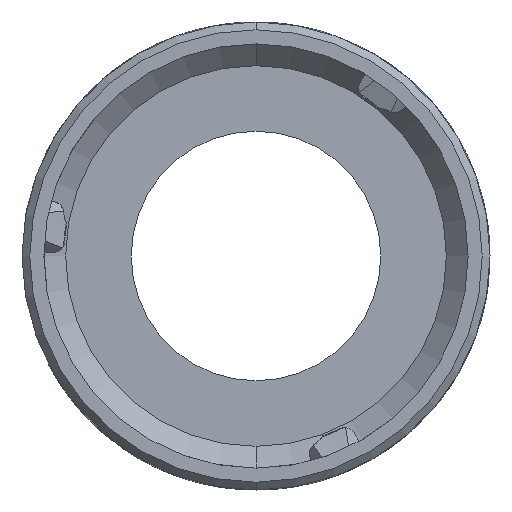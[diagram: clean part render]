
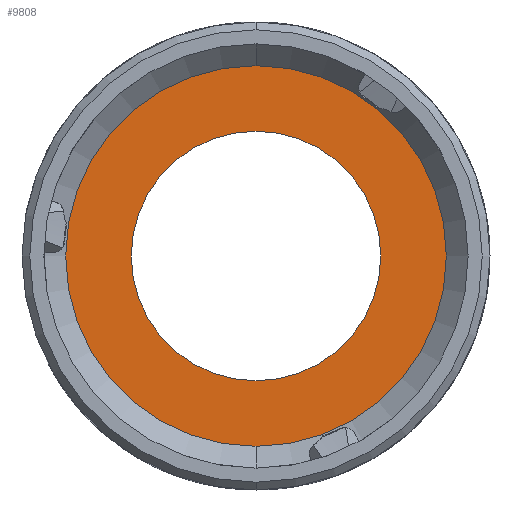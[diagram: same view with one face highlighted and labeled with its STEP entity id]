
A CAD part, front view. The second image highlights one B-rep face of the part: STEP entity #9808.
In plain terms, the highlighted planar face has unit normal (0, -1, 0).
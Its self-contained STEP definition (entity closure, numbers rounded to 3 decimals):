
#610 = DIRECTION ( 'NONE',  ( 0., -1., 0. ) ) ;
#1703 = CARTESIAN_POINT ( 'NONE',  ( 0., 56.5, 0. ) ) ;
#2900 = EDGE_CURVE ( 'NONE', #12570, #6047, #6374, .T. ) ;
#3697 = EDGE_LOOP ( 'NONE', ( #13611, #8204 ) ) ;
#4239 = CARTESIAN_POINT ( 'NONE',  ( 0., 56.5, -8. ) ) ;
#4366 = AXIS2_PLACEMENT_3D ( 'NONE', #23952, #21939, #12435 ) ;
#5336 = CIRCLE ( 'NONE', #6238, 8. ) ;
#5393 = CARTESIAN_POINT ( 'NONE',  ( 0., 56.5, 13.6 ) ) ;
#5662 = FACE_BOUND ( 'NONE', #3697, .T. ) ;
#5833 = CIRCLE ( 'NONE', #10795, 13.6 ) ;
#5902 = DIRECTION ( 'NONE',  ( 0., 0., 1. ) ) ;
#6047 = VERTEX_POINT ( 'NONE', #4239 ) ;
#6238 = AXIS2_PLACEMENT_3D ( 'NONE', #12115, #610, #21546 ) ;
#6374 = CIRCLE ( 'NONE', #23409, 8. ) ;
#8128 = AXIS2_PLACEMENT_3D ( 'NONE', #1703, #11361, #5902 ) ;
#8130 = ORIENTED_EDGE ( 'NONE', *, *, #22061, .F. ) ;
#8204 = ORIENTED_EDGE ( 'NONE', *, *, #2900, .F. ) ;
#8464 = DIRECTION ( 'NONE',  ( 0., 0., 1. ) ) ;
#8987 = PLANE ( 'NONE',  #8128 ) ;
#9085 = DIRECTION ( 'NONE',  ( 0., -1., 0. ) ) ;
#9705 = DIRECTION ( 'NONE',  ( 0., 0., -1. ) ) ;
#9808 = ADVANCED_FACE ( 'NONE', ( #18276, #5662 ), #8987, .F. ) ;
#10269 = ORIENTED_EDGE ( 'NONE', *, *, #22030, .F. ) ;
#10795 = AXIS2_PLACEMENT_3D ( 'NONE', #18223, #22106, #8464 ) ;
#11361 = DIRECTION ( 'NONE',  ( 0., 1., 0. ) ) ;
#12014 = EDGE_CURVE ( 'NONE', #6047, #12570, #5336, .T. ) ;
#12115 = CARTESIAN_POINT ( 'NONE',  ( 0., 56.5, 0. ) ) ;
#12435 = DIRECTION ( 'NONE',  ( 0., 0., 1. ) ) ;
#12570 = VERTEX_POINT ( 'NONE', #20430 ) ;
#13611 = ORIENTED_EDGE ( 'NONE', *, *, #12014, .F. ) ;
#16971 = CIRCLE ( 'NONE', #4366, 13.6 ) ;
#18223 = CARTESIAN_POINT ( 'NONE',  ( 0., 56.5, 0. ) ) ;
#18276 = FACE_OUTER_BOUND ( 'NONE', #22470, .T. ) ;
#20430 = CARTESIAN_POINT ( 'NONE',  ( 0., 56.5, 8. ) ) ;
#21156 = CARTESIAN_POINT ( 'NONE',  ( 0., 56.5, 0. ) ) ;
#21546 = DIRECTION ( 'NONE',  ( 0., 0., -1. ) ) ;
#21563 = CARTESIAN_POINT ( 'NONE',  ( 0., 56.5, -13.6 ) ) ;
#21939 = DIRECTION ( 'NONE',  ( 0., 1., 0. ) ) ;
#22030 = EDGE_CURVE ( 'NONE', #24943, #24542, #16971, .T. ) ;
#22061 = EDGE_CURVE ( 'NONE', #24542, #24943, #5833, .T. ) ;
#22106 = DIRECTION ( 'NONE',  ( 0., 1., 0. ) ) ;
#22470 = EDGE_LOOP ( 'NONE', ( #8130, #10269 ) ) ;
#23409 = AXIS2_PLACEMENT_3D ( 'NONE', #21156, #9085, #9705 ) ;
#23952 = CARTESIAN_POINT ( 'NONE',  ( 0., 56.5, 0. ) ) ;
#24542 = VERTEX_POINT ( 'NONE', #21563 ) ;
#24943 = VERTEX_POINT ( 'NONE', #5393 ) ;
